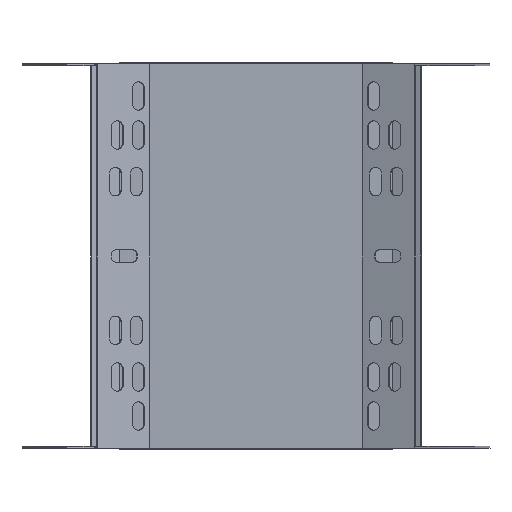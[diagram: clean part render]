
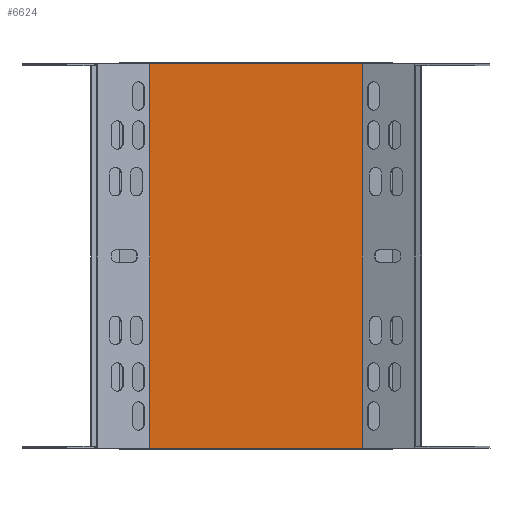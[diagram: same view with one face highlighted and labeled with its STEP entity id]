
A CAD part, front view. The second image highlights one B-rep face of the part: STEP entity #6624.
In plain terms, the highlighted planar face has unit normal (0, -1, 0).
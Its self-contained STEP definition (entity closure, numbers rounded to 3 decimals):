
#375 = CARTESIAN_POINT ( 'NONE',  ( 55.75, -81., -100.8 ) ) ;
#417 = DIRECTION ( 'NONE',  ( -1., 0., 0. ) ) ;
#576 = CARTESIAN_POINT ( 'NONE',  ( -55.75, -81., -100.8 ) ) ;
#936 = VERTEX_POINT ( 'NONE', #375 ) ;
#1242 = LINE ( 'NONE', #3892, #2801 ) ;
#1412 = ORIENTED_EDGE ( 'NONE', *, *, #2389, .T. ) ;
#1889 = VECTOR ( 'NONE', #5194, 1000. ) ;
#2384 = ORIENTED_EDGE ( 'NONE', *, *, #5916, .T. ) ;
#2389 = EDGE_CURVE ( 'NONE', #936, #4286, #8263, .T. ) ;
#2801 = VECTOR ( 'NONE', #4582, 1000. ) ;
#2898 = VECTOR ( 'NONE', #7509, 1000. ) ;
#3093 = PLANE ( 'NONE',  #5002 ) ;
#3181 = CARTESIAN_POINT ( 'NONE',  ( 56.881, -81., 100.8 ) ) ;
#3754 = CARTESIAN_POINT ( 'NONE',  ( -55.75, -81., -99. ) ) ;
#3892 = CARTESIAN_POINT ( 'NONE',  ( -55.75, -81., -99. ) ) ;
#4286 = VERTEX_POINT ( 'NONE', #7646 ) ;
#4430 = DIRECTION ( 'NONE',  ( 0., -1., 0. ) ) ;
#4582 = DIRECTION ( 'NONE',  ( 0., 0., 1. ) ) ;
#4908 = CARTESIAN_POINT ( 'NONE',  ( -55.75, -81., 100.8 ) ) ;
#5002 = AXIS2_PLACEMENT_3D ( 'NONE', #3754, #4430, #417 ) ;
#5194 = DIRECTION ( 'NONE',  ( 1., 0., 0. ) ) ;
#5257 = VERTEX_POINT ( 'NONE', #576 ) ;
#5860 = CARTESIAN_POINT ( 'NONE',  ( -56.881, -81., -100.8 ) ) ;
#5916 = EDGE_CURVE ( 'NONE', #4286, #7191, #6465, .T. ) ;
#6465 = LINE ( 'NONE', #3181, #8245 ) ;
#6558 = FACE_OUTER_BOUND ( 'NONE', #6623, .T. ) ;
#6623 = EDGE_LOOP ( 'NONE', ( #8575, #7892, #1412, #2384 ) ) ;
#6624 = ADVANCED_FACE ( 'NONE', ( #6558 ), #3093, .T. ) ;
#6834 = CARTESIAN_POINT ( 'NONE',  ( 55.75, -81., -99. ) ) ;
#7191 = VERTEX_POINT ( 'NONE', #4908 ) ;
#7217 = DIRECTION ( 'NONE',  ( -1., 0., 0. ) ) ;
#7405 = EDGE_CURVE ( 'NONE', #5257, #936, #7891, .T. ) ;
#7509 = DIRECTION ( 'NONE',  ( 0., 0., 1. ) ) ;
#7646 = CARTESIAN_POINT ( 'NONE',  ( 55.75, -81., 100.8 ) ) ;
#7891 = LINE ( 'NONE', #5860, #1889 ) ;
#7892 = ORIENTED_EDGE ( 'NONE', *, *, #7405, .T. ) ;
#7974 = EDGE_CURVE ( 'NONE', #5257, #7191, #1242, .T. ) ;
#8245 = VECTOR ( 'NONE', #7217, 1000. ) ;
#8263 = LINE ( 'NONE', #6834, #2898 ) ;
#8575 = ORIENTED_EDGE ( 'NONE', *, *, #7974, .F. ) ;
